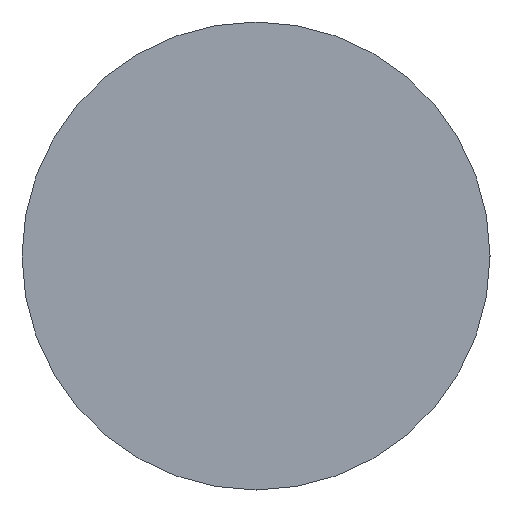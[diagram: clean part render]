
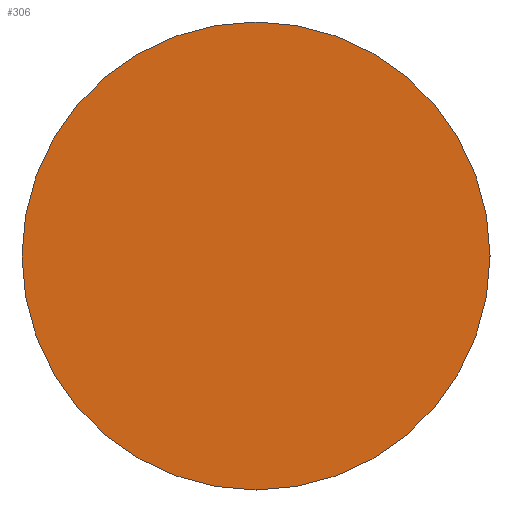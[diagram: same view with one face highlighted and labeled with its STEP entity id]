
A CAD part, front view. The second image highlights one B-rep face of the part: STEP entity #306.
In plain terms, the highlighted planar face has unit normal (0, -1, 0).
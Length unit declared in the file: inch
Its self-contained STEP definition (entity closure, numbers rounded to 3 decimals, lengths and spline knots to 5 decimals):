
#8 = EDGE_CURVE ( 'NONE', #102, #32, #132, .T. ) ;
#16 = CARTESIAN_POINT ( 'NONE',  ( 0., 0., 0. ) ) ;
#21 = EDGE_CURVE ( 'NONE', #32, #102, #261, .T. ) ;
#25 = DIRECTION ( 'NONE',  ( 0., -1., 0. ) ) ;
#32 = VERTEX_POINT ( 'NONE', #55 ) ;
#48 = PLANE ( 'NONE',  #119 ) ;
#55 = CARTESIAN_POINT ( 'NONE',  ( 0., 0., 0.15625 ) ) ;
#72 = CARTESIAN_POINT ( 'NONE',  ( 0., 0., -0.15625 ) ) ;
#73 = FACE_OUTER_BOUND ( 'NONE', #226, .T. ) ;
#90 = AXIS2_PLACEMENT_3D ( 'NONE', #209, #158, #130 ) ;
#102 = VERTEX_POINT ( 'NONE', #72 ) ;
#119 = AXIS2_PLACEMENT_3D ( 'NONE', #236, #25, #213 ) ;
#124 = AXIS2_PLACEMENT_3D ( 'NONE', #16, #176, #272 ) ;
#130 = DIRECTION ( 'NONE',  ( 0., 0., -1. ) ) ;
#132 = CIRCLE ( 'NONE', #90, 0.15625 ) ;
#158 = DIRECTION ( 'NONE',  ( 0., -1., 0. ) ) ;
#172 = ORIENTED_EDGE ( 'NONE', *, *, #8, .T. ) ;
#176 = DIRECTION ( 'NONE',  ( 0., -1., 0. ) ) ;
#209 = CARTESIAN_POINT ( 'NONE',  ( 0., 0., 0. ) ) ;
#213 = DIRECTION ( 'NONE',  ( 0., 0., -1. ) ) ;
#226 = EDGE_LOOP ( 'NONE', ( #172, #303 ) ) ;
#236 = CARTESIAN_POINT ( 'NONE',  ( 0., 0., 0. ) ) ;
#261 = CIRCLE ( 'NONE', #124, 0.15625 ) ;
#272 = DIRECTION ( 'NONE',  ( 0., 0., -1. ) ) ;
#303 = ORIENTED_EDGE ( 'NONE', *, *, #21, .T. ) ;
#306 = ADVANCED_FACE ( 'NONE', ( #73 ), #48, .T. ) ;
